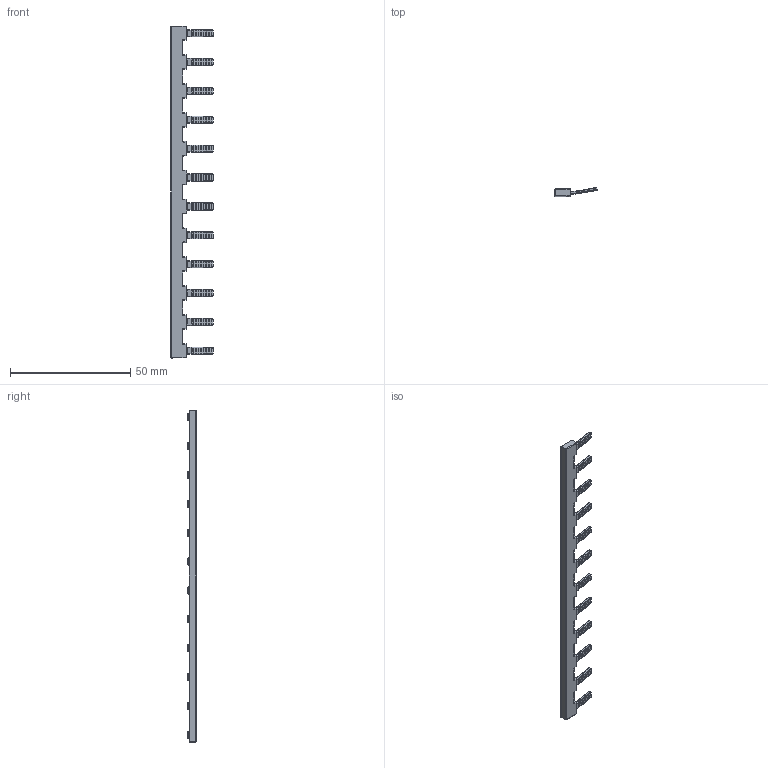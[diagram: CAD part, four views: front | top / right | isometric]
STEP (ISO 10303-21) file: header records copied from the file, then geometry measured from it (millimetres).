
FILE_DESCRIPTION(/* description */ (''),/* implementation_level */ '2;1');
FILE_NAME(/* name */ 'HCL12.stp',/* time_stamp */ '2016-08-19T09:28:33-04:00',/* author */ ('CAD Station'),/* organization */ (''),/* preprocessor_version */ 'ST-DEVELOPER v16.1',/* originating_system */ 'Autodesk Inventor 2016',/* authorisation */ '');
FILE_SCHEMA (('AUTOMOTIVE_DESIGN { 1 0 10303 214 3 1 1 }'));
Products named in the file (1): HCL12
Bounding box: 17.57 x 3.54 x 138 mm (x, y, z)
Volume: 2785.5 mm3; surface area: 3563.4 mm2
Topology: 1 solids, 1 shells, 1886 faces, 4796 edges, 3020 vertices
Faces by surface type: cylinder 744, torus 548, plane 374, bspline 168, sphere 52
Entity records: 66257 total; most frequent: CARTESIAN_POINT 18775, DIRECTION 10390, ORIENTED_EDGE 9592, EDGE_CURVE 4796, AXIS2_PLACEMENT_3D 4163, VERTEX_POINT 3020, CIRCLE 2444, LINE 2064
